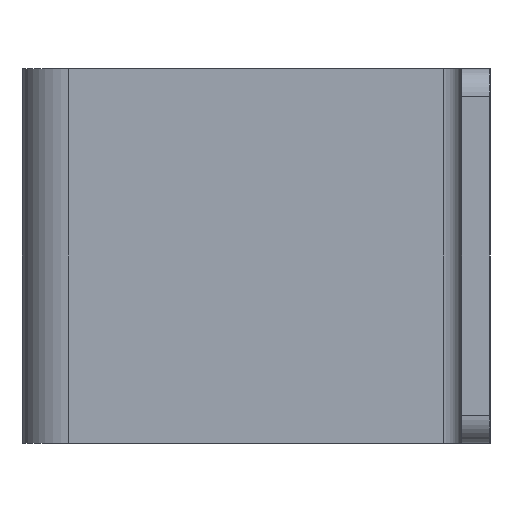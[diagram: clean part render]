
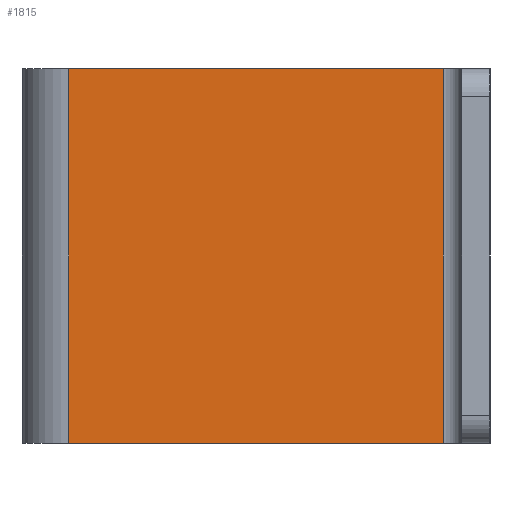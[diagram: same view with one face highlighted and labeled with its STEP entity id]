
A CAD part, left-side view. The second image highlights one B-rep face of the part: STEP entity #1815.
In plain terms, the highlighted planar face has unit normal (-1, 0, 0).
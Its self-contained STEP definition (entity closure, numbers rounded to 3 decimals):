
#650=DIRECTION('',(0.,0.,-1.));
#651=VECTOR('',#650,40.);
#652=CARTESIAN_POINT('',(35.,-25.,40.));
#653=LINE('',#652,#651);
#654=DIRECTION('',(0.,-1.,0.));
#655=VECTOR('',#654,40.);
#656=CARTESIAN_POINT('',(35.,15.,0.));
#657=LINE('',#656,#655);
#658=DIRECTION('',(0.,1.,0.));
#659=VECTOR('',#658,40.);
#660=CARTESIAN_POINT('',(35.,-25.,40.));
#661=LINE('',#660,#659);
#662=DIRECTION('',(0.,0.,1.));
#663=VECTOR('',#662,40.);
#664=CARTESIAN_POINT('',(35.,15.,0.));
#665=LINE('',#664,#663);
#1034=CARTESIAN_POINT('',(35.,15.,0.));
#1036=VERTEX_POINT('',#1034);
#1038=CARTESIAN_POINT('',(35.,-25.,0.));
#1039=VERTEX_POINT('',#1038);
#1218=CARTESIAN_POINT('',(35.,-25.,40.));
#1220=VERTEX_POINT('',#1218);
#1222=CARTESIAN_POINT('',(35.,15.,40.));
#1223=VERTEX_POINT('',#1222);
#1803=CARTESIAN_POINT('',(35.,-30.,0.));
#1804=DIRECTION('',(1.,0.,0.));
#1805=DIRECTION('',(0.,0.,1.));
#1806=AXIS2_PLACEMENT_3D('',#1803,#1804,#1805);
#1807=PLANE('',#1806);
#1808=ORIENTED_EDGE('',*,*,#1797,.T.);
#1809=ORIENTED_EDGE('',*,*,#1351,.F.);
#1811=ORIENTED_EDGE('',*,*,#1810,.T.);
#1812=ORIENTED_EDGE('',*,*,#1655,.F.);
#1813=EDGE_LOOP('',(#1808,#1809,#1811,#1812));
#1814=FACE_OUTER_BOUND('',#1813,.F.);
#1815=ADVANCED_FACE('',(#1814),#1807,.F.);
#1351=EDGE_CURVE('',#1036,#1039,#657,.T.);
#1655=EDGE_CURVE('',#1220,#1223,#661,.T.);
#1797=EDGE_CURVE('',#1220,#1039,#653,.T.);
#1810=EDGE_CURVE('',#1036,#1223,#665,.T.);
